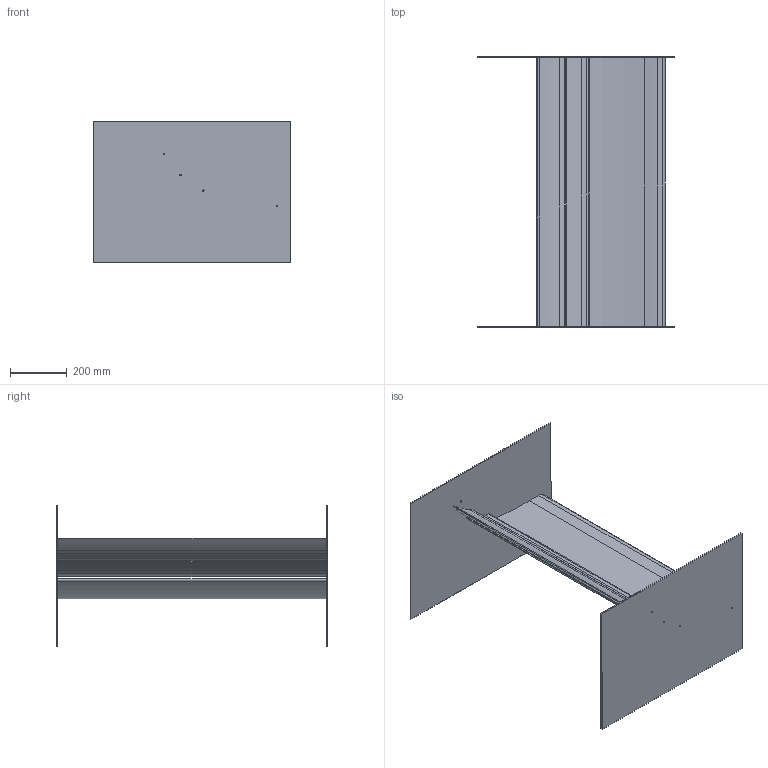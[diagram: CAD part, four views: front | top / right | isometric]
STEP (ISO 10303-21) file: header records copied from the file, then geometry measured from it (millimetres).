
FILE_DESCRIPTION(/* description */ (''),/* implementation_level */ '2;1');
FILE_NAME(/* name */ '15-15-15deg.stp',/* time_stamp */ '2018-02-25T18:17:36+09:00',/* author */ ('ku_sk'),/* organization */ (''),/* preprocessor_version */ 'ST-DEVELOPER v17',/* originating_system */ 'Autodesk Inventor 2018',/* authorisation */ '');
FILE_SCHEMA (('AUTOMOTIVE_DESIGN { 1 0 10303 214 3 1 1 }'));
Length unit declared in the file: millimetre
Products named in the file (4): model; endplate; frap; subflap
Assembly tree (5 placements, depth 2):
  model
    endplate  x2
    frap
    subflap  x2
Bounding box: 700 x 960 x 500 mm (x, y, z)
Volume: 16881671.5 mm3; surface area: 2607134.6 mm2
Topology: 5 solids, 5 shells, 59 faces, 147 edges, 98 vertices
Faces by surface type: cylinder 41, plane 18
Full cylindrical faces by diameter (mm): 5 x8
Entity records: 1279 total; most frequent: DIRECTION 232, CARTESIAN_POINT 195, ORIENTED_EDGE 180, AXIS2_PLACEMENT_3D 97, EDGE_CURVE 90, VERTEX_POINT 60, CIRCLE 52, EDGE_LOOP 44
